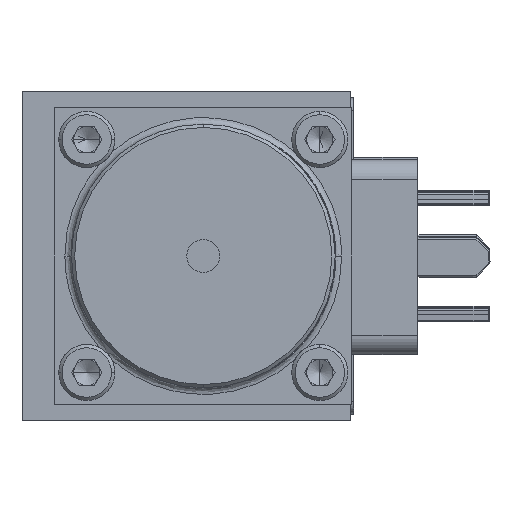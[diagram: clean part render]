
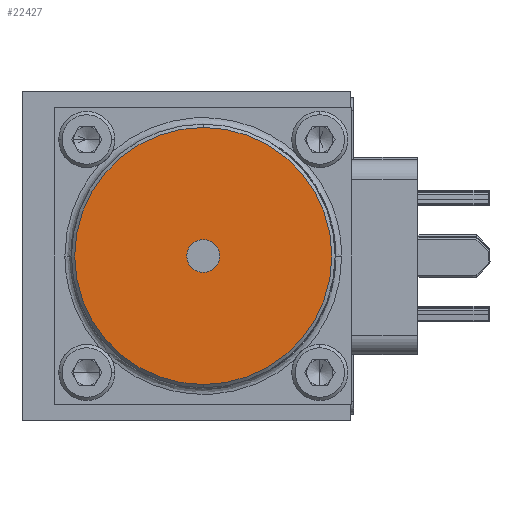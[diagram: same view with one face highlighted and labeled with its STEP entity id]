
A CAD part, left-side view. The second image highlights one B-rep face of the part: STEP entity #22427.
In plain terms, the highlighted planar face has unit normal (-1, 0, 0).
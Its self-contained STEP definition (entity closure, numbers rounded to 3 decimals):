
#6654 = AXIS2_PLACEMENT_3D ( 'NONE', #56016, #8598, #71707 ) ;
#8598 = DIRECTION ( 'NONE',  ( 1., 0., 0. ) ) ;
#12881 = DIRECTION ( 'NONE',  ( 1., 0., 0. ) ) ;
#13286 = VERTEX_POINT ( 'NONE', #27024 ) ;
#14157 = EDGE_CURVE ( 'NONE', #13286, #88307, #68846, .T. ) ;
#17405 = AXIS2_PLACEMENT_3D ( 'NONE', #62282, #92348, #68564 ) ;
#19632 = CIRCLE ( 'NONE', #78286, 2.5 ) ;
#21837 = CARTESIAN_POINT ( 'NONE',  ( -69., 24.85, -25. ) ) ;
#22427 = ADVANCED_FACE ( 'NONE', ( #83305, #58657 ), #75383, .T. ) ;
#27024 = CARTESIAN_POINT ( 'NONE',  ( -69., 22.35, -44.5 ) ) ;
#28180 = CARTESIAN_POINT ( 'NONE',  ( -69., 22.35, -25. ) ) ;
#28719 = ORIENTED_EDGE ( 'NONE', *, *, #59964, .T. ) ;
#30174 = DIRECTION ( 'NONE',  ( -1., 0., 0. ) ) ;
#36559 = DIRECTION ( 'NONE',  ( 0., 1., 0. ) ) ;
#37584 = EDGE_CURVE ( 'NONE', #88307, #13286, #39263, .T. ) ;
#39263 = CIRCLE ( 'NONE', #17405, 19.5 ) ;
#47558 = AXIS2_PLACEMENT_3D ( 'NONE', #61211, #30174, #76929 ) ;
#52879 = CARTESIAN_POINT ( 'NONE',  ( -69., 22.35, -5.5 ) ) ;
#56016 = CARTESIAN_POINT ( 'NONE',  ( -69., 22.35, -25. ) ) ;
#58657 = FACE_BOUND ( 'NONE', #71753, .T. ) ;
#59964 = EDGE_CURVE ( 'NONE', #92391, #102325, #96877, .T. ) ;
#61211 = CARTESIAN_POINT ( 'NONE',  ( -69., 22.35, -25. ) ) ;
#62282 = CARTESIAN_POINT ( 'NONE',  ( -69., 22.35, -25. ) ) ;
#66462 = EDGE_LOOP ( 'NONE', ( #75610, #96758 ) ) ;
#68564 = DIRECTION ( 'NONE',  ( 0., 0., -1. ) ) ;
#68846 = CIRCLE ( 'NONE', #6654, 19.5 ) ;
#69005 = CARTESIAN_POINT ( 'NONE',  ( -69., 22.35, -25. ) ) ;
#71707 = DIRECTION ( 'NONE',  ( 0., 0., -1. ) ) ;
#71753 = EDGE_LOOP ( 'NONE', ( #28719, #100895 ) ) ;
#75383 = PLANE ( 'NONE',  #47558 ) ;
#75610 = ORIENTED_EDGE ( 'NONE', *, *, #14157, .F. ) ;
#76929 = DIRECTION ( 'NONE',  ( 0., -1., 0. ) ) ;
#78286 = AXIS2_PLACEMENT_3D ( 'NONE', #28180, #12881, #36559 ) ;
#83305 = FACE_OUTER_BOUND ( 'NONE', #66462, .T. ) ;
#84082 = EDGE_CURVE ( 'NONE', #102325, #92391, #19632, .T. ) ;
#88307 = VERTEX_POINT ( 'NONE', #52879 ) ;
#90009 = CARTESIAN_POINT ( 'NONE',  ( -69., 19.85, -25. ) ) ;
#92348 = DIRECTION ( 'NONE',  ( 1., 0., 0. ) ) ;
#92391 = VERTEX_POINT ( 'NONE', #21837 ) ;
#93753 = DIRECTION ( 'NONE',  ( 1., 0., 0. ) ) ;
#96758 = ORIENTED_EDGE ( 'NONE', *, *, #37584, .F. ) ;
#96877 = CIRCLE ( 'NONE', #100211, 2.5 ) ;
#100211 = AXIS2_PLACEMENT_3D ( 'NONE', #69005, #93753, #101137 ) ;
#100895 = ORIENTED_EDGE ( 'NONE', *, *, #84082, .T. ) ;
#101137 = DIRECTION ( 'NONE',  ( 0., 1., 0. ) ) ;
#102325 = VERTEX_POINT ( 'NONE', #90009 ) ;
